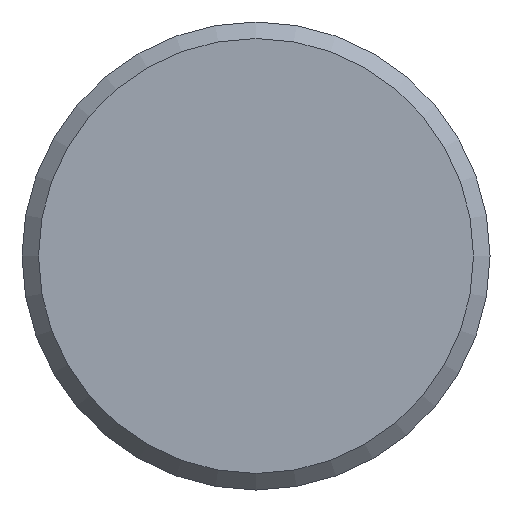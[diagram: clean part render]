
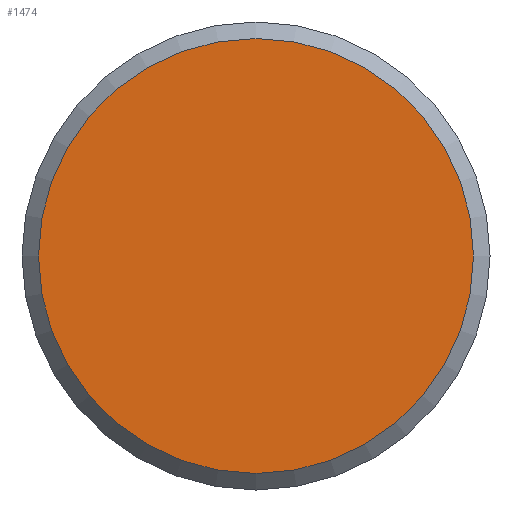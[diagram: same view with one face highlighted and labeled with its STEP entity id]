
A CAD part, front view. The second image highlights one B-rep face of the part: STEP entity #1474.
In plain terms, the highlighted planar face has unit normal (0, -1, 0).
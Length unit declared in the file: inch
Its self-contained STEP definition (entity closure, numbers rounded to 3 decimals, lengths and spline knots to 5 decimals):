
#191 = DIRECTION ( 'NONE',  ( 0., 1., 0. ) ) ;
#221 = CARTESIAN_POINT ( 'NONE',  ( 0., 0., 0. ) ) ;
#513 = AXIS2_PLACEMENT_3D ( 'NONE', #221, #191, #1560 ) ;
#765 = DIRECTION ( 'NONE',  ( 0., -1., 0. ) ) ;
#783 = EDGE_CURVE ( 'NONE', #1855, #1855, #1412, .T. ) ;
#966 = EDGE_LOOP ( 'NONE', ( #2350 ) ) ;
#1141 = PLANE ( 'NONE',  #513 ) ;
#1412 = CIRCLE ( 'NONE', #2048, 0.32935 ) ;
#1474 = ADVANCED_FACE ( 'NONE', ( #2004 ), #1141, .F. ) ;
#1560 = DIRECTION ( 'NONE',  ( 0., 0., 1. ) ) ;
#1748 = CARTESIAN_POINT ( 'NONE',  ( 0., 0., 0. ) ) ;
#1855 = VERTEX_POINT ( 'NONE', #1887 ) ;
#1887 = CARTESIAN_POINT ( 'NONE',  ( 0., 0., 0.32935 ) ) ;
#2004 = FACE_OUTER_BOUND ( 'NONE', #966, .T. ) ;
#2048 = AXIS2_PLACEMENT_3D ( 'NONE', #1748, #765, #2096 ) ;
#2096 = DIRECTION ( 'NONE',  ( 0., 0., 1. ) ) ;
#2350 = ORIENTED_EDGE ( 'NONE', *, *, #783, .T. ) ;
